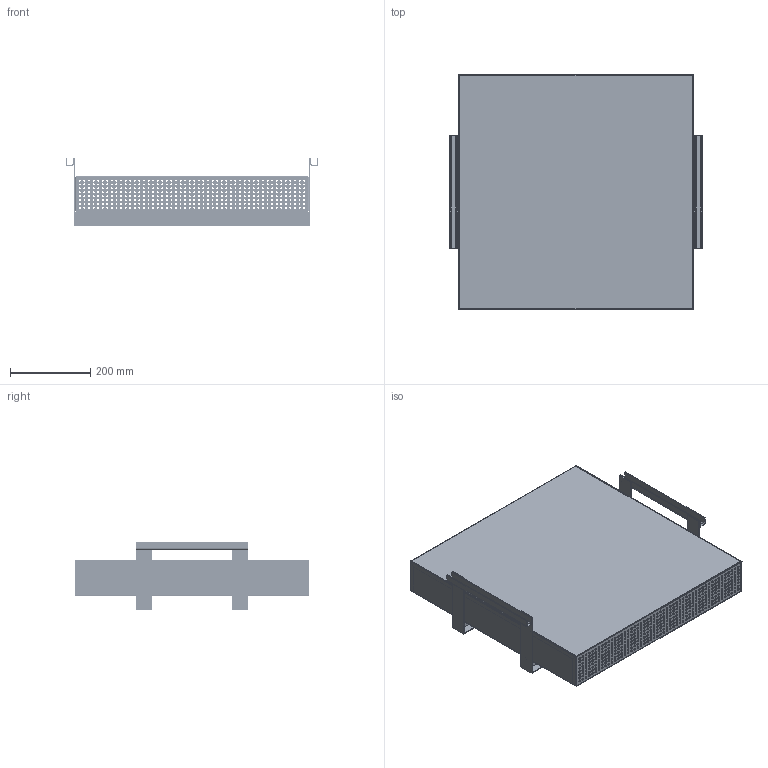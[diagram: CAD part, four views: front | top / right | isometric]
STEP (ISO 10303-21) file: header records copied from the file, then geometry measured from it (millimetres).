
FILE_DESCRIPTION(/* description */ (''),/* implementation_level */ '2;1');
FILE_NAME(/* name */ 'Obudowa lepsza v15.step',/* time_stamp */ '2020-03-08T14:25:25+01:00',/* author */ (''),/* organization */ (''),/* preprocessor_version */ 'ST-DEVELOPER v18',/* originating_system */ 'Autodesk Translation Framework v8.12.0.6',/* authorisation */ '');
FILE_SCHEMA (('AUTOMOTIVE_DESIGN { 1 0 10303 214 3 1 1 }'));
Length unit declared in the file: millimetre
Products named in the file (11): Obudowa lepsza; Obudowa glowna; Component19; Component20; Component22; Component20(Mirror); Component22(Mirror); Component25; Component22(Mirror) (1); Component22(Mirror)(Mirror); Component25(Mirror)
Assembly tree (10 placements, depth 2):
  Obudowa lepsza
    Obudowa glowna
    Component19
    Component20
    Component22
    Component20(Mirror)
    Component22(Mirror)
    Component25
    Component22(Mirror) (1)
    Component22(Mirror)(Mirror)
    Component25(Mirror)
Bounding box: 630 x 585 x 170 mm (x, y, z)
Volume: 1311830 mm3; surface area: 2183244.1 mm2
Topology: 10 solids, 10 shells, 996 faces, 2816 edges, 1840 vertices
Faces by surface type: cylinder 828, plane 160, bspline 8
Full cylindrical faces by diameter (mm): 5 x800
Entity records: 36808 total; most frequent: DIRECTION 6452, CARTESIAN_POINT 5946, ORIENTED_EDGE 5632, EDGE_CURVE 2816, AXIS2_PLACEMENT_3D 2650, EDGE_LOOP 2596, VERTEX_POINT 1840, CIRCLE 1640
